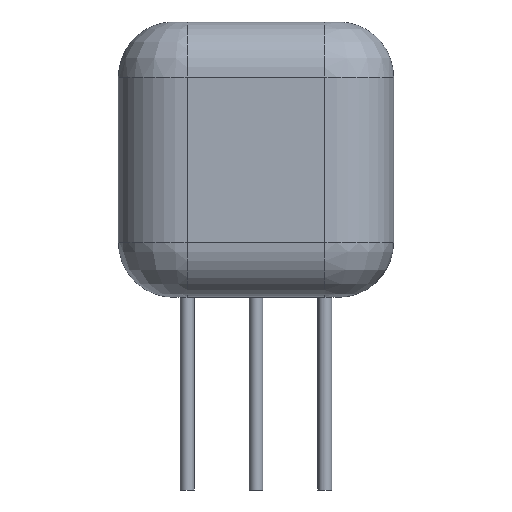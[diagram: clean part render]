
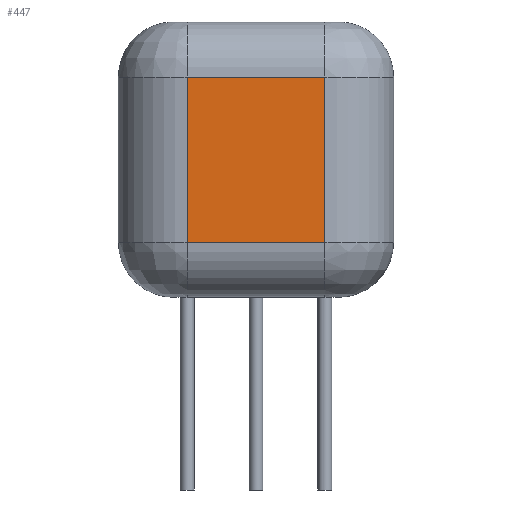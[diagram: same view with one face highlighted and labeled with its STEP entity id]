
A CAD part, front view. The second image highlights one B-rep face of the part: STEP entity #447.
In plain terms, the highlighted planar face has unit normal (0, -1, 0).
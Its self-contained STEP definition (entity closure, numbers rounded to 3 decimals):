
#13=DIRECTION('',(0.,0.,1.));
#28=VECTOR('',#13,1.);
#35=VECTOR('',#36,1.);
#36=DIRECTION('',(1.,0.,0.));
#223=VERTEX_POINT('',#224);
#224=CARTESIAN_POINT('',(0.,-2.5,11.));
#229=ORIENTED_EDGE('',*,*,#230,.F.);
#230=EDGE_CURVE('',#231,#223,#233,.T.);
#231=VERTEX_POINT('',#232);
#232=CARTESIAN_POINT('',(0.,-2.5,5.));
#233=LINE('',#234,#28);
#234=CARTESIAN_POINT('',(0.,-2.5,3.));
#335=VECTOR('',#336,1.);
#336=DIRECTION('',(-1.,0.,0.));
#381=ORIENTED_EDGE('',*,*,#382,.T.);
#382=EDGE_CURVE('',#383,#385,#387,.T.);
#383=VERTEX_POINT('',#384);
#384=CARTESIAN_POINT('',(5.,-2.5,5.));
#385=VERTEX_POINT('',#386);
#386=CARTESIAN_POINT('',(5.,-2.5,11.));
#387=LINE('',#388,#28);
#388=CARTESIAN_POINT('',(5.,-2.5,3.));
#430=DIRECTION('',(0.,-1.,0.));
#447=ADVANCED_FACE('',(#448),#458,.T.);
#448=FACE_BOUND('',#449,.T.);
#449=EDGE_LOOP('',(#381,#450,#229,#454));
#450=ORIENTED_EDGE('',*,*,#451,.T.);
#451=EDGE_CURVE('',#385,#223,#452,.T.);
#452=LINE('',#453,#335);
#453=CARTESIAN_POINT('',(5.,-2.5,11.));
#454=ORIENTED_EDGE('',*,*,#455,.T.);
#455=EDGE_CURVE('',#231,#383,#456,.T.);
#456=LINE('',#457,#35);
#457=CARTESIAN_POINT('',(0.,-2.5,5.));
#458=PLANE('',#459);
#459=AXIS2_PLACEMENT_3D('',#460,#430,#336);
#460=CARTESIAN_POINT('',(5.,-2.5,3.));
